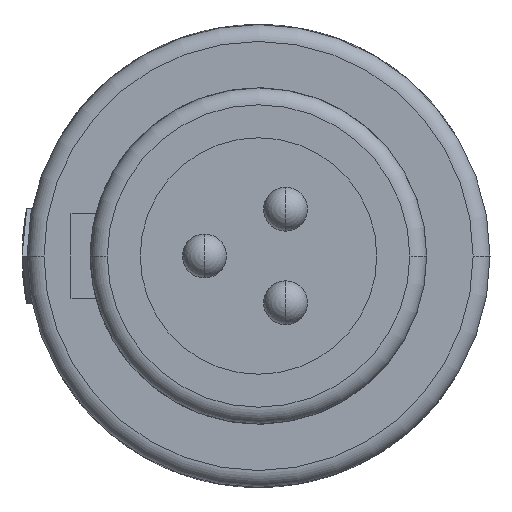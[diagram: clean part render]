
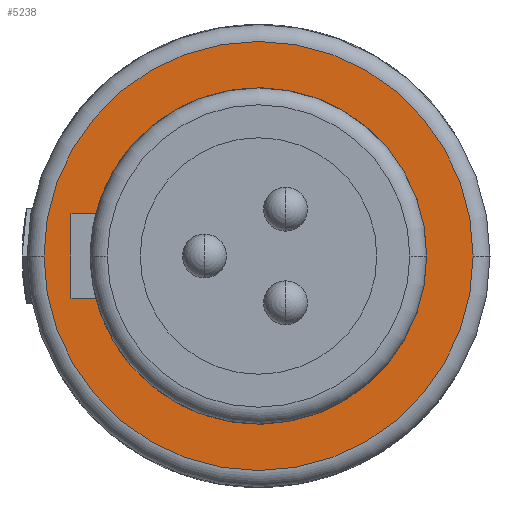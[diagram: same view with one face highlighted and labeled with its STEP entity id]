
A CAD part, left-side view. The second image highlights one B-rep face of the part: STEP entity #5238.
In plain terms, the highlighted planar face has unit normal (-1, 0, 0).
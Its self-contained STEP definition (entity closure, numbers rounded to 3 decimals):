
#1793=CARTESIAN_POINT('',(-6.7,0.,0.));
#1794=DIRECTION('',(-1.,0.,0.));
#1795=DIRECTION('',(0.,-1.,0.));
#1796=AXIS2_PLACEMENT_3D('',#1793,#1794,#1795);
#1798=CARTESIAN_POINT('',(-6.7,0.,0.));
#1799=DIRECTION('',(-1.,0.,0.));
#1800=DIRECTION('',(0.,1.,0.));
#1801=AXIS2_PLACEMENT_3D('',#1798,#1799,#1800);
#1803=DIRECTION('',(0.,1.,0.));
#1804=VECTOR('',#1803,0.735);
#1805=CARTESIAN_POINT('',(-6.7,4.815,-1.25));
#1806=LINE('',#1805,#1804);
#1807=DIRECTION('',(0.,1.,0.));
#1808=VECTOR('',#1807,0.735);
#1809=CARTESIAN_POINT('',(-6.7,4.815,1.25));
#1810=LINE('',#1809,#1808);
#1811=DIRECTION('',(0.,0.,1.));
#1812=VECTOR('',#1811,2.5);
#1813=CARTESIAN_POINT('',(-6.7,5.55,-1.25));
#1814=LINE('',#1813,#1812);
#1844=CARTESIAN_POINT('',(-6.7,0.,0.));
#1845=DIRECTION('',(1.,0.,0.));
#1846=DIRECTION('',(0.,0.968,0.251));
#1847=AXIS2_PLACEMENT_3D('',#1844,#1845,#1846);
#1881=CARTESIAN_POINT('',(-6.7,0.,0.));
#1882=DIRECTION('',(-1.,0.,0.));
#1883=DIRECTION('',(0.,0.968,-0.251));
#1884=AXIS2_PLACEMENT_3D('',#1881,#1882,#1883);
#2492=CARTESIAN_POINT('',(-6.7,-6.35,0.));
#2493=CARTESIAN_POINT('',(-6.7,6.35,0.));
#2494=VERTEX_POINT('',#2492);
#2495=VERTEX_POINT('',#2493);
#2508=CARTESIAN_POINT('',(-6.7,-4.975,0.));
#2509=VERTEX_POINT('',#2508);
#2744=CARTESIAN_POINT('',(-6.7,5.55,-1.25));
#2745=VERTEX_POINT('',#2744);
#2748=CARTESIAN_POINT('',(-6.7,5.55,1.25));
#2749=VERTEX_POINT('',#2748);
#2852=CARTESIAN_POINT('',(-6.7,4.815,-1.25));
#2853=VERTEX_POINT('',#2852);
#2854=CARTESIAN_POINT('',(-6.7,4.815,1.25));
#2855=VERTEX_POINT('',#2854);
#5216=CARTESIAN_POINT('',(-6.7,0.,0.));
#5217=DIRECTION('',(1.,0.,0.));
#5218=DIRECTION('',(0.,-1.,0.));
#5219=AXIS2_PLACEMENT_3D('',#5216,#5217,#5218);
#5220=PLANE('',#5219);
#5222=ORIENTED_EDGE('',*,*,#5221,.F.);
#5223=ORIENTED_EDGE('',*,*,#5199,.F.);
#5224=EDGE_LOOP('',(#5222,#5223));
#5225=FACE_OUTER_BOUND('',#5224,.F.);
#5227=ORIENTED_EDGE('',*,*,#5226,.F.);
#5229=ORIENTED_EDGE('',*,*,#5228,.T.);
#5231=ORIENTED_EDGE('',*,*,#5230,.F.);
#5233=ORIENTED_EDGE('',*,*,#5232,.T.);
#5235=ORIENTED_EDGE('',*,*,#5234,.F.);
#5236=EDGE_LOOP('',(#5227,#5229,#5231,#5233,#5235));
#5237=FACE_BOUND('',#5236,.F.);
#1797=CIRCLE('',#1796,6.35);
#1802=CIRCLE('',#1801,6.35);
#1848=CIRCLE('',#1847,4.975);
#1885=CIRCLE('',#1884,4.975);
#5199=EDGE_CURVE('',#2495,#2494,#1802,.T.);
#5221=EDGE_CURVE('',#2494,#2495,#1797,.T.);
#5226=EDGE_CURVE('',#2853,#2745,#1806,.T.);
#5228=EDGE_CURVE('',#2853,#2509,#1885,.T.);
#5230=EDGE_CURVE('',#2855,#2509,#1848,.T.);
#5232=EDGE_CURVE('',#2855,#2749,#1810,.T.);
#5234=EDGE_CURVE('',#2745,#2749,#1814,.T.);
#5238=ADVANCED_FACE('',(#5225,#5237),#5220,.F.);
